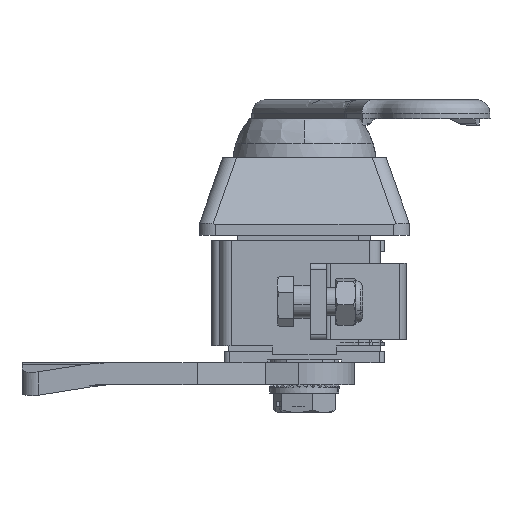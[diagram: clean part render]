
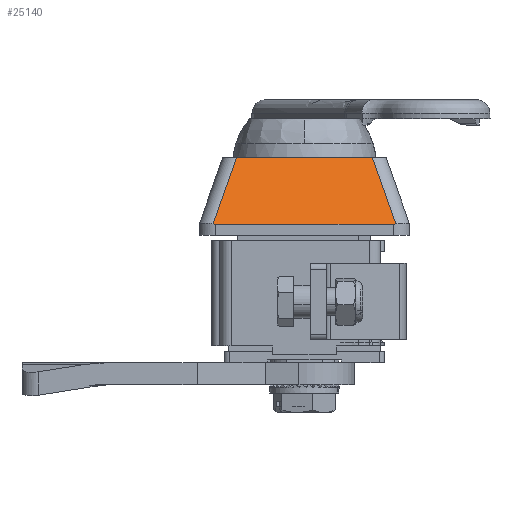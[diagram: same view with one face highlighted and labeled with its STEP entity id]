
A CAD part, left-side view. The second image highlights one B-rep face of the part: STEP entity #25140.
In plain terms, the highlighted planar face has unit normal (-0.768, 0, 0.64).
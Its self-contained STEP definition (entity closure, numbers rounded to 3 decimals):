
#894 =( BOUNDED_CURVE ( )  B_SPLINE_CURVE ( 3, ( #1335, #25493, #28920, #32383 ),
 .UNSPECIFIED., .F., .F. ) 
 B_SPLINE_CURVE_WITH_KNOTS ( ( 4, 4 ),
 ( 2.981, 3.142 ),
 .UNSPECIFIED. ) 
 CURVE ( )  GEOMETRIC_REPRESENTATION_ITEM ( )  RATIONAL_B_SPLINE_CURVE ( ( 1., 0.998, 0.998, 1. ) ) 
 REPRESENTATION_ITEM ( '' )  );
#1027 = CARTESIAN_POINT ( 'NONE',  ( -83.75, -16.161, -12. ) ) ;
#1306 = CARTESIAN_POINT ( 'NONE',  ( -83.737, -16.322, -11.984 ) ) ;
#1335 = CARTESIAN_POINT ( 'NONE',  ( -83.711, 16.481, -11.953 ) ) ;
#3604 = CARTESIAN_POINT ( 'NONE',  ( -83.75, 16., -12. ) ) ;
#3752 = ORIENTED_EDGE ( 'NONE', *, *, #21499, .T. ) ;
#4786 = DIRECTION ( 'NONE',  ( 0., 1., 0. ) ) ;
#5445 = CARTESIAN_POINT ( 'NONE',  ( -83.711, 16.481, -11.953 ) ) ;
#5489 = VECTOR ( 'NONE', #4786, 1000. ) ;
#6483 = DIRECTION ( 'NONE',  ( 0., 1., 0. ) ) ;
#6812 = VERTEX_POINT ( 'NONE', #28170 ) ;
#7093 = CARTESIAN_POINT ( 'NONE',  ( 109.021, 103.371, 219.325 ) ) ;
#7098 = ORIENTED_EDGE ( 'NONE', *, *, #17287, .T. ) ;
#7231 = DIRECTION ( 'NONE',  ( -0.64, 0., -0.768 ) ) ;
#7682 = CARTESIAN_POINT ( 'NONE',  ( -83.711, -16.481, -11.953 ) ) ;
#7898 = LINE ( 'NONE', #16766, #25172 ) ;
#9306 = EDGE_CURVE ( 'NONE', #25181, #38653, #20935, .T. ) ;
#10054 = CARTESIAN_POINT ( 'NONE',  ( -73.75, -12.248, 0. ) ) ;
#10810 = ORIENTED_EDGE ( 'NONE', *, *, #20677, .T. ) ;
#11344 = DIRECTION ( 'NONE',  ( 0.618, 0.263, 0.741 ) ) ;
#15357 = CARTESIAN_POINT ( 'NONE',  ( -73.75, 14.75, 0. ) ) ;
#16766 = CARTESIAN_POINT ( 'NONE',  ( -83.75, -19., -12. ) ) ;
#17287 = EDGE_CURVE ( 'NONE', #42037, #21062, #30086, .T. ) ;
#18451 = CARTESIAN_POINT ( 'NONE',  ( -73.75, 12.248, 0. ) ) ;
#18538 = CARTESIAN_POINT ( 'NONE',  ( -83.75, -16., -12. ) ) ;
#19026 = LINE ( 'NONE', #15357, #5489 ) ;
#20615 = CARTESIAN_POINT ( 'NONE',  ( -84.156, 16.67, -12.487 ) ) ;
#20677 = EDGE_CURVE ( 'NONE', #21062, #35099, #894, .T. ) ;
#20935 = LINE ( 'NONE', #38661, #25762 ) ;
#21062 = VERTEX_POINT ( 'NONE', #5445 ) ;
#21499 = EDGE_CURVE ( 'NONE', #38653, #42037, #19026, .T. ) ;
#25031 = EDGE_CURVE ( 'NONE', #6812, #35099, #7898, .T. ) ;
#25140 = ADVANCED_FACE ( 'NONE', ( #41842 ), #34943, .T. ) ;
#25172 = VECTOR ( 'NONE', #6483, 1000. ) ;
#25181 = VERTEX_POINT ( 'NONE', #25313 ) ;
#25313 = CARTESIAN_POINT ( 'NONE',  ( -83.711, -16.481, -11.953 ) ) ;
#25480 = AXIS2_PLACEMENT_3D ( 'NONE', #7093, #31162, #7231 ) ;
#25493 = CARTESIAN_POINT ( 'NONE',  ( -83.737, 16.322, -11.984 ) ) ;
#25762 = VECTOR ( 'NONE', #11344, 1000. ) ;
#25787 = EDGE_CURVE ( 'NONE', #6812, #25181, #35701, .T. ) ;
#27373 = EDGE_LOOP ( 'NONE', ( #3752, #7098, #10810, #44588, #33442, #43882 ) ) ;
#28170 = CARTESIAN_POINT ( 'NONE',  ( -83.75, -16., -12. ) ) ;
#28920 = CARTESIAN_POINT ( 'NONE',  ( -83.75, 16.161, -12. ) ) ;
#30086 = LINE ( 'NONE', #20615, #44105 ) ;
#31162 = DIRECTION ( 'NONE',  ( -0.768, 0., 0.64 ) ) ;
#32383 = CARTESIAN_POINT ( 'NONE',  ( -83.75, 16., -12. ) ) ;
#33442 = ORIENTED_EDGE ( 'NONE', *, *, #25787, .T. ) ;
#34943 = PLANE ( 'NONE',  #25480 ) ;
#35099 = VERTEX_POINT ( 'NONE', #3604 ) ;
#35701 =( BOUNDED_CURVE ( )  B_SPLINE_CURVE ( 3, ( #18538, #1027, #1306, #7682 ),
 .UNSPECIFIED., .F., .F. ) 
 B_SPLINE_CURVE_WITH_KNOTS ( ( 4, 4 ),
 ( 3.142, 3.303 ),
 .UNSPECIFIED. ) 
 CURVE ( )  GEOMETRIC_REPRESENTATION_ITEM ( )  RATIONAL_B_SPLINE_CURVE ( ( 1., 0.998, 0.998, 1. ) ) 
 REPRESENTATION_ITEM ( '' )  );
#38079 = DIRECTION ( 'NONE',  ( -0.618, 0.263, -0.741 ) ) ;
#38653 = VERTEX_POINT ( 'NONE', #10054 ) ;
#38661 = CARTESIAN_POINT ( 'NONE',  ( -74.156, -12.42, -0.487 ) ) ;
#41842 = FACE_OUTER_BOUND ( 'NONE', #27373, .T. ) ;
#42037 = VERTEX_POINT ( 'NONE', #18451 ) ;
#43882 = ORIENTED_EDGE ( 'NONE', *, *, #9306, .T. ) ;
#44105 = VECTOR ( 'NONE', #38079, 1000. ) ;
#44588 = ORIENTED_EDGE ( 'NONE', *, *, #25031, .F. ) ;
